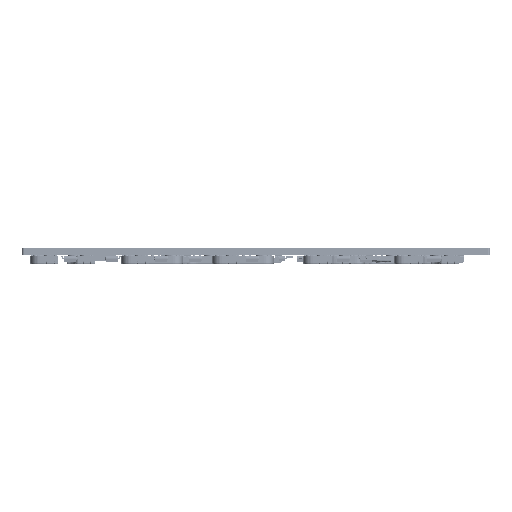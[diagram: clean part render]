
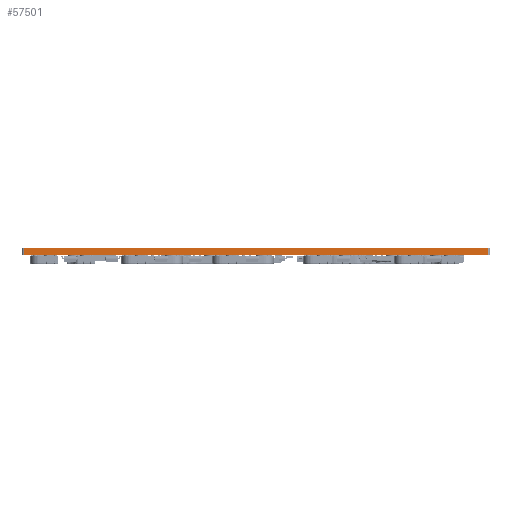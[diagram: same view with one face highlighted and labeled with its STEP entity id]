
A CAD part, left-side view. The second image highlights one B-rep face of the part: STEP entity #57501.
In plain terms, the highlighted planar face has unit normal (-1, 0, 0).
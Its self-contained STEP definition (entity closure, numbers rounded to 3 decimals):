
#45624 = VERTEX_POINT('',#45625);
#45625 = CARTESIAN_POINT('',(20.075,-120.514,0.));
#45632 = EDGE_CURVE('',#45624,#45633,#45635,.T.);
#45633 = VERTEX_POINT('',#45634);
#45634 = CARTESIAN_POINT('',(20.075,-23.552,0.));
#45635 = LINE('',#45636,#45637);
#45636 = CARTESIAN_POINT('',(20.075,-120.514,0.));
#45637 = VECTOR('',#45638,1.);
#45638 = DIRECTION('',(0.,1.,0.));
#51576 = VERTEX_POINT('',#51577);
#51577 = CARTESIAN_POINT('',(20.075,-120.514,1.6));
#51584 = EDGE_CURVE('',#51576,#51585,#51587,.T.);
#51585 = VERTEX_POINT('',#51586);
#51586 = CARTESIAN_POINT('',(20.075,-23.552,1.6));
#51587 = LINE('',#51588,#51589);
#51588 = CARTESIAN_POINT('',(20.075,-120.514,1.6));
#51589 = VECTOR('',#51590,1.);
#51590 = DIRECTION('',(0.,1.,0.));
#57488 = EDGE_CURVE('',#45633,#51585,#57489,.T.);
#57489 = LINE('',#57490,#57491);
#57490 = CARTESIAN_POINT('',(20.075,-23.552,0.));
#57491 = VECTOR('',#57492,1.);
#57492 = DIRECTION('',(0.,0.,1.));
#57501 = ADVANCED_FACE('',(#57502),#57513,.T.);
#57502 = FACE_BOUND('',#57503,.T.);
#57503 = EDGE_LOOP('',(#57504,#57510,#57511,#57512));
#57504 = ORIENTED_EDGE('',*,*,#57505,.T.);
#57505 = EDGE_CURVE('',#45624,#51576,#57506,.T.);
#57506 = LINE('',#57507,#57508);
#57507 = CARTESIAN_POINT('',(20.075,-120.514,0.));
#57508 = VECTOR('',#57509,1.);
#57509 = DIRECTION('',(0.,0.,1.));
#57510 = ORIENTED_EDGE('',*,*,#51584,.T.);
#57511 = ORIENTED_EDGE('',*,*,#57488,.F.);
#57512 = ORIENTED_EDGE('',*,*,#45632,.F.);
#57513 = PLANE('',#57514);
#57514 = AXIS2_PLACEMENT_3D('',#57515,#57516,#57517);
#57515 = CARTESIAN_POINT('',(20.075,-120.514,0.));
#57516 = DIRECTION('',(-1.,0.,0.));
#57517 = DIRECTION('',(0.,1.,0.));
